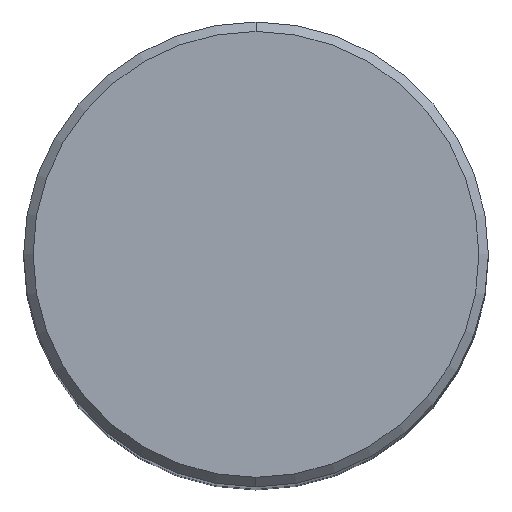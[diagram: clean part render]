
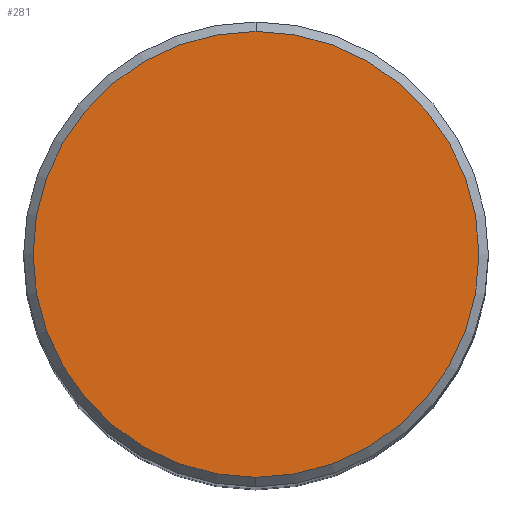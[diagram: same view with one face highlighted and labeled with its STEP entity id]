
A CAD part, top view. The second image highlights one B-rep face of the part: STEP entity #281.
In plain terms, the highlighted planar face has unit normal (0, 0, 1).
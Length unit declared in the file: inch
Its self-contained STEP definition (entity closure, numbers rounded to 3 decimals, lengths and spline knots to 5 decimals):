
#20 = EDGE_CURVE ( 'NONE', #239, #178, #173, .T. ) ;
#66 = AXIS2_PLACEMENT_3D ( 'NONE', #372, #410, #381 ) ;
#71 = DIRECTION ( 'NONE',  ( 0., 0., 1. ) ) ;
#80 = DIRECTION ( 'NONE',  ( 0., 0., 1. ) ) ;
#91 = EDGE_LOOP ( 'NONE', ( #144, #138 ) ) ;
#138 = ORIENTED_EDGE ( 'NONE', *, *, #274, .T. ) ;
#144 = ORIENTED_EDGE ( 'NONE', *, *, #20, .T. ) ;
#173 = CIRCLE ( 'NONE', #259, 0.47215 ) ;
#176 = PLANE ( 'NONE',  #66 ) ;
#178 = VERTEX_POINT ( 'NONE', #285 ) ;
#181 = FACE_OUTER_BOUND ( 'NONE', #91, .T. ) ;
#192 = DIRECTION ( 'NONE',  ( 0., -1., 0. ) ) ;
#213 = CIRCLE ( 'NONE', #243, 0.47215 ) ;
#226 = CARTESIAN_POINT ( 'NONE',  ( 0., 0.47215, 0. ) ) ;
#239 = VERTEX_POINT ( 'NONE', #226 ) ;
#243 = AXIS2_PLACEMENT_3D ( 'NONE', #302, #80, #404 ) ;
#259 = AXIS2_PLACEMENT_3D ( 'NONE', #294, #71, #192 ) ;
#274 = EDGE_CURVE ( 'NONE', #178, #239, #213, .T. ) ;
#281 = ADVANCED_FACE ( 'NONE', ( #181 ), #176, .F. ) ;
#285 = CARTESIAN_POINT ( 'NONE',  ( 0., -0.47215, 0. ) ) ;
#294 = CARTESIAN_POINT ( 'NONE',  ( 0., 0., 0. ) ) ;
#302 = CARTESIAN_POINT ( 'NONE',  ( 0., 0., 0. ) ) ;
#372 = CARTESIAN_POINT ( 'NONE',  ( 0., 0.47215, 0. ) ) ;
#381 = DIRECTION ( 'NONE',  ( 0., 1., 0. ) ) ;
#404 = DIRECTION ( 'NONE',  ( 0., -1., 0. ) ) ;
#410 = DIRECTION ( 'NONE',  ( 0., 0., -1. ) ) ;
